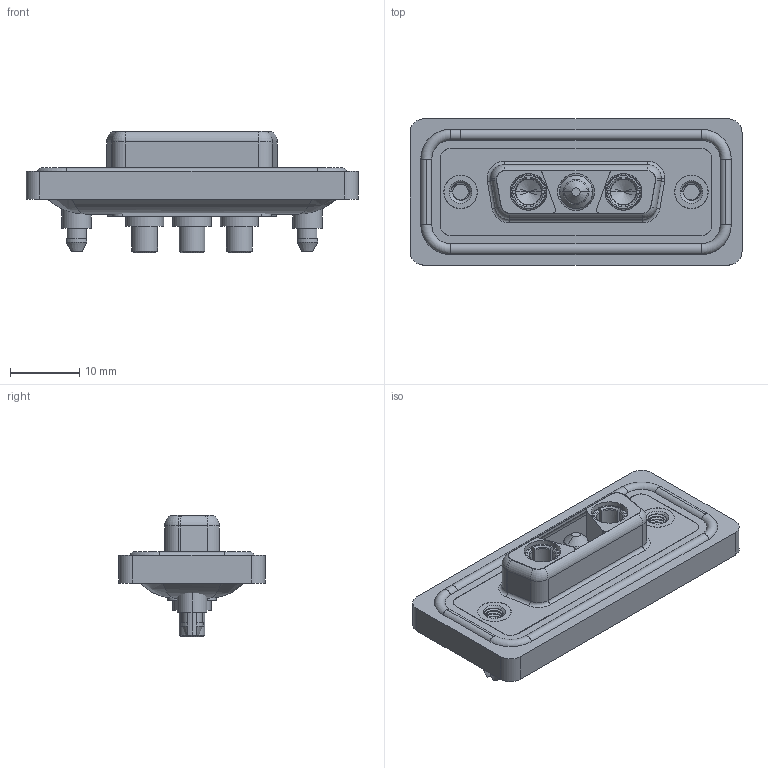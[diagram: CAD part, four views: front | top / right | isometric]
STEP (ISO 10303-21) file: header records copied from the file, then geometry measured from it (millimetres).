
FILE_DESCRIPTION (( 'STEP AP203' ), '1' );
FILE_NAME ('628W3WK3124-4ND.STEP', '2024-04-09T14:36:42', ( '' ), ( '' ), 'SwSTEP 2.0', 'SolidWorks 2023', '' );
FILE_SCHEMA (( 'CONFIG_CONTROL_DESIGN' ));
Length unit declared in the file: millimetre
Products named in the file (8): 628Combo Waterproof Housing_15 Contacts; 628W3WK3124-4ND; 628Combo Threaded Boardlock_D; 628Combo Housing_3WK3; 628Combo Shell Rear_15 Contacts; Power Pin_40A S; 628Combo Shell Front_15 Contacts; Power Socket_40A S
Assembly tree (9 placements, depth 2):
  628W3WK3124-4ND
    628Combo Housing_3WK3
    628Combo Waterproof Housing_15 Contacts
    628Combo Shell Front_15 Contacts
    628Combo Shell Rear_15 Contacts
    628Combo Threaded Boardlock_D  x2
    Power Socket_40A S  x2
    Power Pin_40A S
Bounding box: 47.9 x 21.1 x 17.55 mm (x, y, z)
Volume: 6068.8 mm3; surface area: 9876.6 mm2
Topology: 13 solids, 13 shells, 649 faces, 1630 edges, 1030 vertices
Faces by surface type: cylinder 306, plane 194, torus 81, cone 53, bspline 15
Entity records: 18816 total; most frequent: CARTESIAN_POINT 5657, DIRECTION 2679, ORIENTED_EDGE 2534, EDGE_CURVE 1267, AXIS2_PLACEMENT_3D 1066, VERTEX_POINT 804, EDGE_LOOP 565, CIRCLE 550
